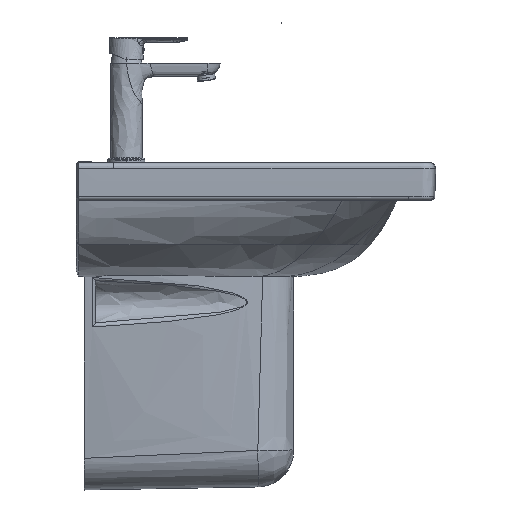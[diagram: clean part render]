
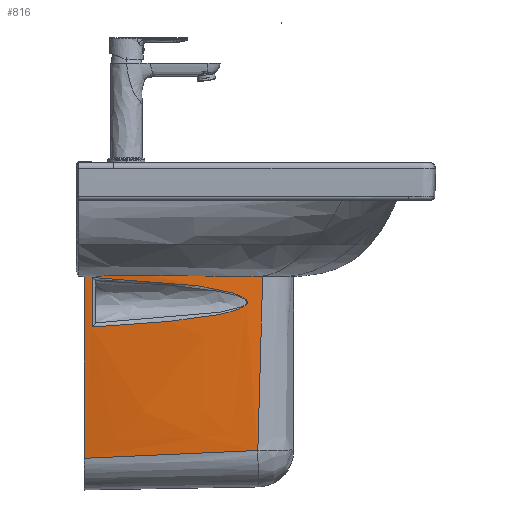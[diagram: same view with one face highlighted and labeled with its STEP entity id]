
A CAD part, left-side view. The second image highlights one B-rep face of the part: STEP entity #816.
In plain terms, the highlighted free-form (B-spline) face has degree [3, 3] with [4, 4] control points.
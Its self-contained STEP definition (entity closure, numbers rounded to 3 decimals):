
#247=B_SPLINE_SURFACE_WITH_KNOTS('',3,3,((#123409,#123410,#123411,#123412),
(#123413,#123414,#123415,#123416),(#123417,#123418,#123419,#123420),(#123421,
#123422,#123423,#123424)),.UNSPECIFIED.,.F.,.F.,.F.,(4,4),(4,4),(0.,265.777),
(0.,241.837),.UNSPECIFIED.);
#323=FACE_BOUND('',#1890,.T.);
#816=ADVANCED_FACE('',(#1338,#323),#247,.T.);
#1338=FACE_OUTER_BOUND('',#1889,.T.);
#1889=EDGE_LOOP('',(#4214,#4215,#4216,#4217));
#1890=EDGE_LOOP('',(#4218,#4219));
#4214=ORIENTED_EDGE('',*,*,#5637,.T.);
#4215=ORIENTED_EDGE('',*,*,#5572,.T.);
#4216=ORIENTED_EDGE('',*,*,#5573,.T.);
#4217=ORIENTED_EDGE('',*,*,#5574,.T.);
#4218=ORIENTED_EDGE('',*,*,#5569,.T.);
#4219=ORIENTED_EDGE('',*,*,#5565,.T.);
#5565=EDGE_CURVE('',#7629,#7628,#6433,.T.);
#5569=EDGE_CURVE('',#7628,#7629,#6437,.T.);
#5572=EDGE_CURVE('',#7634,#7635,#6439,.T.);
#5573=EDGE_CURVE('',#7635,#7636,#6440,.T.);
#5574=EDGE_CURVE('',#7636,#7633,#6441,.T.);
#5637=EDGE_CURVE('',#7633,#7634,#6488,.T.);
#6433=B_SPLINE_CURVE_WITH_KNOTS('',3,(#124867,#124868,#124869,#124870,#124871,
#124872,#124873,#124874,#124875,#124876,#124877,#124878,#124879,#124880,
#124881,#124882,#124883,#124884,#124885,#124886,#124887,#124888,#124889,
#124890,#124891,#124892,#124893,#124894,#124895,#124896,#124897,#124898,
#124899),.UNSPECIFIED.,.F.,.F.,(4,1,1,1,1,1,1,1,1,1,1,1,1,1,1,1,1,1,1,1,
1,1,1,1,1,1,1,1,1,1,4),(1.086,7.218,13.35,
14.372,15.394,16.416,19.482,20.504,
21.015,21.271,21.526,21.867,22.207,
22.378,22.463,22.548,22.718,22.889,
23.229,23.57,23.698,23.826,24.081,
24.592,25.614,27.147,28.68,31.746,
34.812,37.878,44.01),.UNSPECIFIED.);
#6437=B_SPLINE_CURVE_WITH_KNOTS('',3,(#124916,#124917,#124918,#124919),
 .UNSPECIFIED.,.F.,.F.,(4,4),(17.69,24.377),
 .UNSPECIFIED.);
#6439=B_SPLINE_CURVE_WITH_KNOTS('',3,(#124929,#124930,#124931,#124932),
 .UNSPECIFIED.,.F.,.F.,(4,4),(-241.837,0.),.UNSPECIFIED.);
#6440=B_SPLINE_CURVE_WITH_KNOTS('',3,(#124933,#124934,#124935,#124936),
 .UNSPECIFIED.,.F.,.F.,(4,4),(0.,265.777),.UNSPECIFIED.);
#6441=B_SPLINE_CURVE_WITH_KNOTS('',3,(#124937,#124938,#124939,#124940),
 .UNSPECIFIED.,.F.,.F.,(4,4),(0.,232.077),.UNSPECIFIED.);
#6488=B_SPLINE_CURVE_WITH_KNOTS('',3,(#125449,#125450,#125451,#125452,#125453,
#125454,#125455,#125456,#125457,#125458),.UNSPECIFIED.,.F.,.F.,(4,1,1,1,
1,1,1,4),(0.,0.45,0.901,1.802,3.603,
7.206,14.413,25.222),.UNSPECIFIED.);
#7628=VERTEX_POINT('',#124738);
#7629=VERTEX_POINT('',#124739);
#7633=VERTEX_POINT('',#124743);
#7634=VERTEX_POINT('',#124744);
#7635=VERTEX_POINT('',#124745);
#7636=VERTEX_POINT('',#124746);
#123409=CARTESIAN_POINT('',(-125.468,229.308,-49.746));
#123410=CARTESIAN_POINT('',(-112.677,149.717,-49.771));
#123411=CARTESIAN_POINT('',(-99.886,70.126,-49.796));
#123412=CARTESIAN_POINT('',(-87.094,-9.465,-49.821));
#123413=CARTESIAN_POINT('',(-111.934,229.332,-137.299));
#123414=CARTESIAN_POINT('',(-102.995,149.74,-136.124));
#123415=CARTESIAN_POINT('',(-94.056,70.149,-134.95));
#123416=CARTESIAN_POINT('',(-85.117,-9.442,-133.775));
#123417=CARTESIAN_POINT('',(-88.476,229.374,-289.061));
#123418=CARTESIAN_POINT('',(-86.214,149.782,-284.681));
#123419=CARTESIAN_POINT('',(-83.951,70.189,-280.302));
#123420=CARTESIAN_POINT('',(-81.689,-9.403,-275.922));
#123421=CARTESIAN_POINT('',(-84.867,229.38,-312.404));
#123422=CARTESIAN_POINT('',(-83.633,149.788,-308.831));
#123423=CARTESIAN_POINT('',(-82.398,70.196,-305.257));
#123424=CARTESIAN_POINT('',(-81.163,-9.396,-301.684));
#124738=CARTESIAN_POINT('',(-110.768,218.767,-136.981));
#124739=CARTESIAN_POINT('',(-120.602,218.582,-70.842));
#124743=CARTESIAN_POINT('',(-81.271,-2.436,-301.997));
#124744=CARTESIAN_POINT('',(-87.094,-9.465,-49.821));
#124745=CARTESIAN_POINT('',(-125.468,229.308,-49.746));
#124746=CARTESIAN_POINT('',(-84.867,229.38,-312.404));
#124867=CARTESIAN_POINT('',(-120.602,218.582,-70.842));
#124868=CARTESIAN_POINT('',(-117.493,198.392,-71.443));
#124869=CARTESIAN_POINT('',(-111.224,158.033,-73.286));
#124870=CARTESIAN_POINT('',(-104.429,114.392,-77.048));
#124871=CARTESIAN_POINT('',(-100.304,87.682,-80.407));
#124872=CARTESIAN_POINT('',(-98.765,77.69,-81.806));
#124873=CARTESIAN_POINT('',(-96.209,61.042,-84.431));
#124874=CARTESIAN_POINT('',(-93.654,44.26,-87.669));
#124875=CARTESIAN_POINT('',(-91.461,29.789,-91.874));
#124876=CARTESIAN_POINT('',(-90.621,24.27,-93.897));
#124877=CARTESIAN_POINT('',(-90.148,21.18,-95.218));
#124878=CARTESIAN_POINT('',(-89.758,18.655,-96.437));
#124879=CARTESIAN_POINT('',(-89.332,15.935,-98.017));
#124880=CARTESIAN_POINT('',(-88.975,13.731,-99.753));
#124881=CARTESIAN_POINT('',(-88.754,12.492,-101.323));
#124882=CARTESIAN_POINT('',(-88.651,11.987,-102.339));
#124883=CARTESIAN_POINT('',(-88.569,11.658,-103.432));
#124884=CARTESIAN_POINT('',(-88.522,11.696,-104.892));
#124885=CARTESIAN_POINT('',(-88.576,12.704,-106.988));
#124886=CARTESIAN_POINT('',(-88.773,14.819,-108.961));
#124887=CARTESIAN_POINT('',(-89.01,17.128,-110.398));
#124888=CARTESIAN_POINT('',(-89.194,18.882,-111.317));
#124889=CARTESIAN_POINT('',(-89.356,20.415,-112.058));
#124890=CARTESIAN_POINT('',(-89.65,23.155,-113.241));
#124891=CARTESIAN_POINT('',(-90.258,28.75,-115.264));
#124892=CARTESIAN_POINT('',(-91.333,38.545,-118.012));
#124893=CARTESIAN_POINT('',(-92.794,51.856,-120.865));
#124894=CARTESIAN_POINT('',(-94.985,71.896,-124.305));
#124895=CARTESIAN_POINT('',(-97.719,97.099,-127.626));
#124896=CARTESIAN_POINT('',(-100.987,127.46,-130.746));
#124897=CARTESIAN_POINT('',(-105.335,168.037,-134.098));
#124898=CARTESIAN_POINT('',(-108.588,198.466,-135.947));
#124899=CARTESIAN_POINT('',(-110.768,218.767,-136.981));
#124916=CARTESIAN_POINT('',(-110.768,218.767,-136.981));
#124917=CARTESIAN_POINT('',(-114.048,218.705,-114.935));
#124918=CARTESIAN_POINT('',(-117.326,218.643,-92.889));
#124919=CARTESIAN_POINT('',(-120.602,218.582,-70.842));
#124929=CARTESIAN_POINT('',(-87.094,-9.465,-49.821));
#124930=CARTESIAN_POINT('',(-99.886,70.126,-49.796));
#124931=CARTESIAN_POINT('',(-112.677,149.717,-49.771));
#124932=CARTESIAN_POINT('',(-125.468,229.308,-49.746));
#124933=CARTESIAN_POINT('',(-125.468,229.308,-49.746));
#124934=CARTESIAN_POINT('',(-111.934,229.332,-137.299));
#124935=CARTESIAN_POINT('',(-88.476,229.374,-289.061));
#124936=CARTESIAN_POINT('',(-84.867,229.38,-312.404));
#124937=CARTESIAN_POINT('',(-84.867,229.38,-312.404));
#124938=CARTESIAN_POINT('',(-83.669,152.108,-308.935));
#124939=CARTESIAN_POINT('',(-82.47,74.836,-305.466));
#124940=CARTESIAN_POINT('',(-81.271,-2.436,-301.997));
#125449=CARTESIAN_POINT('',(-81.271,-2.436,-301.997));
#125450=CARTESIAN_POINT('',(-81.305,-2.475,-300.538));
#125451=CARTESIAN_POINT('',(-81.378,-2.554,-297.569));
#125452=CARTESIAN_POINT('',(-81.529,-2.716,-291.6));
#125453=CARTESIAN_POINT('',(-81.798,-3.004,-281.114));
#125454=CARTESIAN_POINT('',(-82.341,-3.589,-260.11));
#125455=CARTESIAN_POINT('',(-83.409,-4.772,-218.069));
#125456=CARTESIAN_POINT('',(-85.133,-6.805,-145.973));
#125457=CARTESIAN_POINT('',(-86.401,-8.482,-85.886));
#125458=CARTESIAN_POINT('',(-87.094,-9.465,-49.821));
